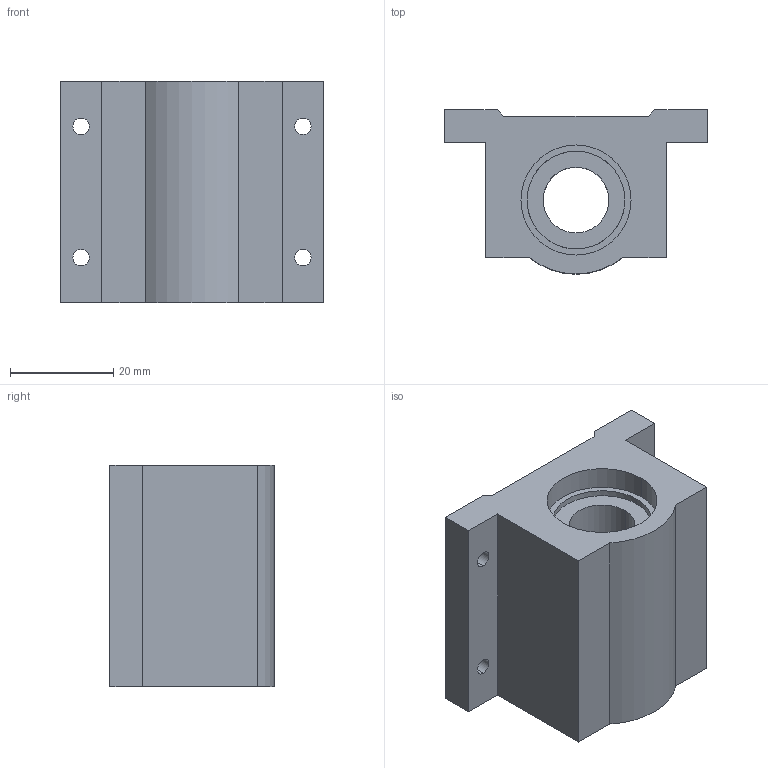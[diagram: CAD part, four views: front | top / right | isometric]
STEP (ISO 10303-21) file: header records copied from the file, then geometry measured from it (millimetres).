
FILE_DESCRIPTION(('CATIA V6 STEP','CAx-IF Rec.Pracs.--- Model Styling and Organization---1.5--- 2016-08-15','CAx-IF Rec.Pracs.---Supplemental Geometry---1.0---2011-11-01','CAx-IF Rec.Pracs.--- Composite Materials ---1.1---2010-07-15','CAx-IF Rec.Pracs.---External References---2.1---2005-01-19'),'2;1');
FILE_NAME('6374K126_Rep.stp','2020-03-22T23:56:14+00:00',('Michael Balsamo'),('Creator, Inc.'),'3DEXPERIENCE Platform3DEXPERIENCE R2020x HotFix 2.3','3DEXPERIENCE Platform STEP AP214 v1','opyright Creator, Inc., 2020. Licensed under CERN-OHL-P v2.');
FILE_SCHEMA(('AUTOMOTIVE_DESIGN { 1 0 10303 214 1 1 1 1 }'));
Length unit declared in the file: millimetre
Products named in the file (1): 6374K126
Bounding box: 50.8 x 31.75 x 42.86 mm (x, y, z)
Volume: 39174.4 mm3; surface area: 16601.6 mm2
Topology: 4 solids, 4 shells, 56 faces, 132 edges, 88 vertices
Faces by surface type: cylinder 31, plane 25
Entity records: 2031 total; most frequent: CARTESIAN_POINT 809, ORIENTED_EDGE 264, DIRECTION 178, EDGE_CURVE 132, VERTEX_POINT 88, EDGE_LOOP 76, AXIS2_PLACEMENT_3D 72, VECTOR 70
